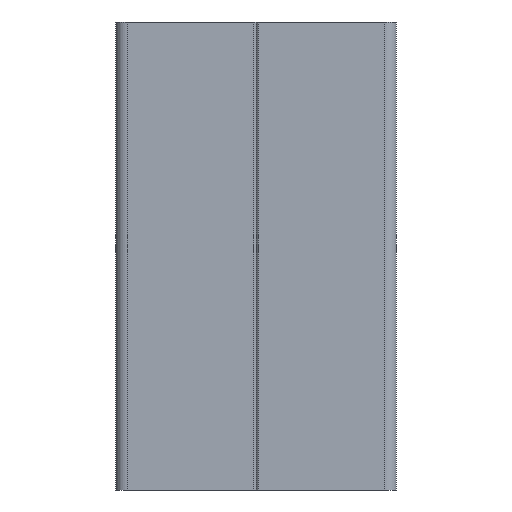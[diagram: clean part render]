
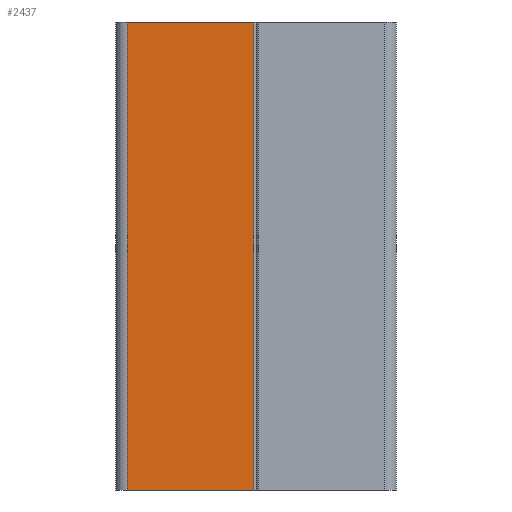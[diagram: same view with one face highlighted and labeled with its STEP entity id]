
A CAD part, front view. The second image highlights one B-rep face of the part: STEP entity #2437.
In plain terms, the highlighted planar face has unit normal (0, -1, 0).
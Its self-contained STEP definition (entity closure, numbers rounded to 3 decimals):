
#186=CARTESIAN_POINT('',(2.512,-0.019,100.0));
#187=VERTEX_POINT('',#186);
#195=CARTESIAN_POINT('',(29.512,-0.019,100.0));
#196=VERTEX_POINT('',#195);
#197=CARTESIAN_POINT('',(2.512,-0.019,100.0));
#198=DIRECTION('',(1.0,0.0,0.0));
#199=VECTOR('',#198,27.);
#200=LINE('',#197,#199);
#201=EDGE_CURVE('',#187,#196,#200,.T.);
#1122=CARTESIAN_POINT('',(29.512,-0.019,0.0));
#1123=VERTEX_POINT('',#1122);
#1130=CARTESIAN_POINT('',(2.512,-0.019,0.0));
#1131=VERTEX_POINT('',#1130);
#1132=CARTESIAN_POINT('',(2.512,-0.019,0.0));
#1133=DIRECTION('',(1.0,0.0,0.0));
#1134=VECTOR('',#1133,27.);
#1135=LINE('',#1132,#1134);
#1136=EDGE_CURVE('',#1131,#1123,#1135,.T.);
#2410=CARTESIAN_POINT('',(2.512,-0.019,100.0));
#2411=DIRECTION('',(0.0,0.0,-1.0));
#2412=VECTOR('',#2411,100.0);
#2413=LINE('',#2410,#2412);
#2414=EDGE_CURVE('',#187,#1131,#2413,.T.);
#2421=CARTESIAN_POINT('',(1.162,-0.019,-5.0));
#2422=DIRECTION('',(0.0,1.0,0.0));
#2423=DIRECTION('',(0.0,0.0,1.0));
#2424=AXIS2_PLACEMENT_3D('',#2421,#2422,#2423);
#2425=PLANE('',#2424);
#2426=ORIENTED_EDGE('',*,*,#1136,.T.);
#2427=CARTESIAN_POINT('',(29.512,-0.019,100.0));
#2428=DIRECTION('',(0.0,0.0,-1.0));
#2429=VECTOR('',#2428,100.0);
#2430=LINE('',#2427,#2429);
#2431=EDGE_CURVE('',#196,#1123,#2430,.T.);
#2432=ORIENTED_EDGE('',*,*,#2431,.F.);
#2433=ORIENTED_EDGE('',*,*,#201,.F.);
#2434=ORIENTED_EDGE('',*,*,#2414,.T.);
#2435=EDGE_LOOP('',(#2426,#2432,#2433,#2434));
#2436=FACE_OUTER_BOUND('',#2435,.T.);
#2437=ADVANCED_FACE('',(#2436),#2425,.F.);
